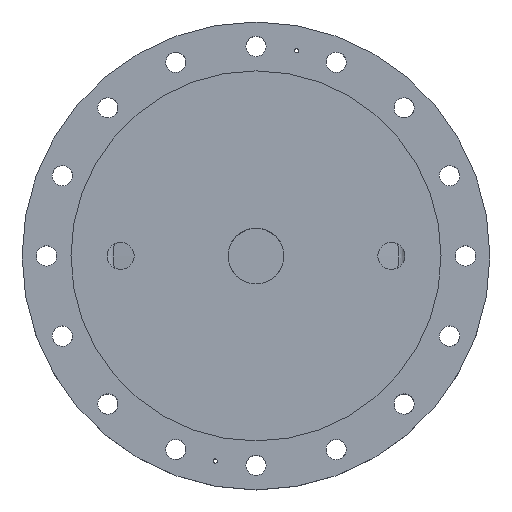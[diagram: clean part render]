
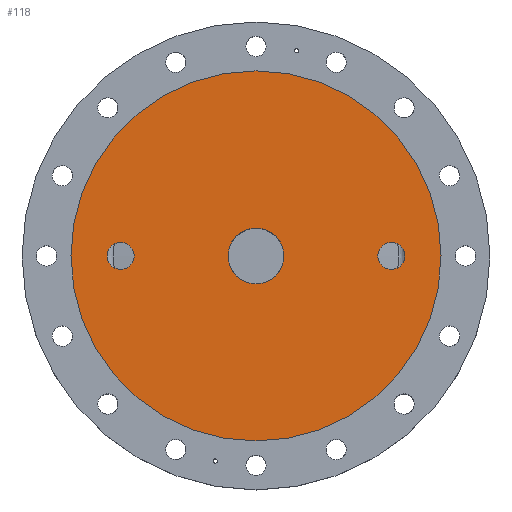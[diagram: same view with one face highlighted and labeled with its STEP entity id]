
A CAD part, top view. The second image highlights one B-rep face of the part: STEP entity #118.
In plain terms, the highlighted planar face has unit normal (0, 0, 1).
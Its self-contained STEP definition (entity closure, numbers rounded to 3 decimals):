
#108=PLANE('',#2393);
#118=ADVANCED_FACE('',(#522,#523,#524,#525),#108,.F.);
#354=CIRCLE('',#2387,13.105);
#356=CIRCLE('',#2390,6.35);
#357=CIRCLE('',#2391,6.35);
#358=CIRCLE('',#2392,87.);
#522=FACE_BOUND('',#972,.T.);
#523=FACE_BOUND('',#973,.T.);
#524=FACE_BOUND('',#974,.T.);
#525=FACE_BOUND('',#975,.T.);
#972=EDGE_LOOP('',(#1424));
#973=EDGE_LOOP('',(#1425));
#974=EDGE_LOOP('',(#1426));
#975=EDGE_LOOP('',(#1427));
#1424=ORIENTED_EDGE('',*,*,#2102,.T.);
#1425=ORIENTED_EDGE('',*,*,#2103,.T.);
#1426=ORIENTED_EDGE('',*,*,#2104,.F.);
#1427=ORIENTED_EDGE('',*,*,#2100,.F.);
#1874=VERTEX_POINT('',#6648);
#1876=VERTEX_POINT('',#6653);
#1877=VERTEX_POINT('',#6655);
#1878=VERTEX_POINT('',#6657);
#2100=EDGE_CURVE('',#1874,#1874,#354,.T.);
#2102=EDGE_CURVE('',#1876,#1876,#356,.T.);
#2103=EDGE_CURVE('',#1877,#1877,#357,.T.);
#2104=EDGE_CURVE('',#1878,#1878,#358,.T.);
#2387=AXIS2_PLACEMENT_3D('',#6647,#2628,#2629);
#2390=AXIS2_PLACEMENT_3D('',#6652,#2634,#2635);
#2391=AXIS2_PLACEMENT_3D('',#6654,#2636,#2637);
#2392=AXIS2_PLACEMENT_3D('',#6656,#2638,#2639);
#2393=AXIS2_PLACEMENT_3D('',#6658,#2640,#2641);
#2628=DIRECTION('',(0.,0.,1.));
#2629=DIRECTION('',(-1.,0.,0.));
#2634=DIRECTION('',(0.,0.,-1.));
#2635=DIRECTION('',(1.,0.,0.));
#2636=DIRECTION('',(0.,0.,-1.));
#2637=DIRECTION('',(-1.,0.,0.));
#2638=DIRECTION('',(0.,0.,-1.));
#2639=DIRECTION('',(-1.,0.,0.));
#2640=DIRECTION('',(0.,0.,-1.));
#2641=DIRECTION('',(-1.,0.,0.));
#6647=CARTESIAN_POINT('',(0.,0.,21.));
#6648=CARTESIAN_POINT('',(-13.105,0.,21.));
#6652=CARTESIAN_POINT('',(-63.65,0.,21.));
#6653=CARTESIAN_POINT('',(-57.3,0.,21.));
#6654=CARTESIAN_POINT('',(63.65,0.,21.));
#6655=CARTESIAN_POINT('',(57.3,0.,21.));
#6656=CARTESIAN_POINT('',(0.,0.,21.));
#6657=CARTESIAN_POINT('',(-87.,0.,21.));
#6658=CARTESIAN_POINT('',(13.105,0.,21.));
